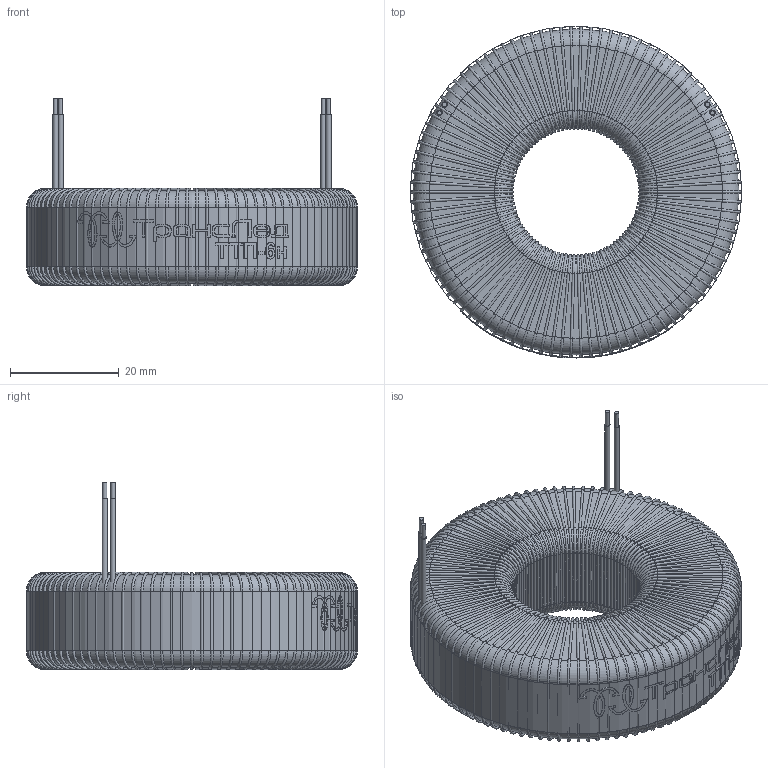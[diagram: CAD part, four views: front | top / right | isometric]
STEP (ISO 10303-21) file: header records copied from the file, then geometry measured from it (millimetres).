
FILE_DESCRIPTION(/* description */ (''),/* implementation_level */ '2;1');
FILE_NAME(/* name */ 'TTP-6n v2.step',/* time_stamp */ '2022-11-25T08:59:17+03:00',/* author */ (''),/* organization */ (''),/* preprocessor_version */ 'ST-DEVELOPER v19.2',/* originating_system */ 'Autodesk Translation Framework v11.17.0.187',/* authorisation */ '');
FILE_SCHEMA (('AUTOMOTIVE_DESIGN { 1 0 10303 214 3 1 1 }'));
Length unit declared in the file: millimetre
Products named in the file (1): TTP-6n
Bounding box: 61.02 x 61.06 x 34.45 mm (x, y, z)
Volume: 40515.2 mm3; surface area: 22735.5 mm2
Topology: 128 solids, 128 shells, 1271 faces, 3657 edges, 2438 vertices
Faces by surface type: cylinder 452, torus 412, bspline 209, plane 198
Full cylindrical faces by diameter (mm): 0.45 x408, 0.8 x4, 1 x4, 24 x1, 60 x1, 61 x1, 61.02 x1
Entity records: 46495 total; most frequent: CARTESIAN_POINT 11957, DIRECTION 7602, ORIENTED_EDGE 7314, EDGE_CURVE 3657, AXIS2_PLACEMENT_3D 3321, VERTEX_POINT 2438, CIRCLE 2241, EDGE_LOOP 1287
